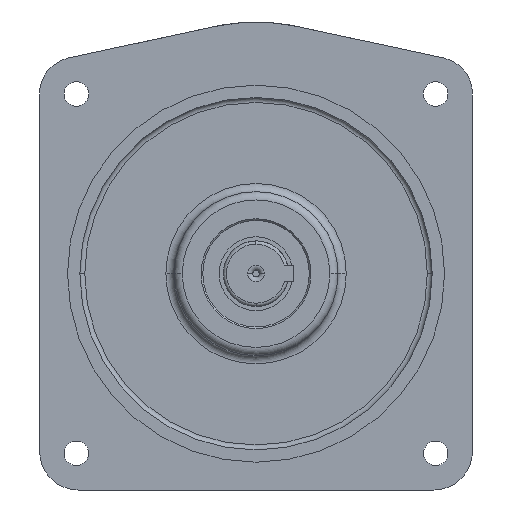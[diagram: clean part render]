
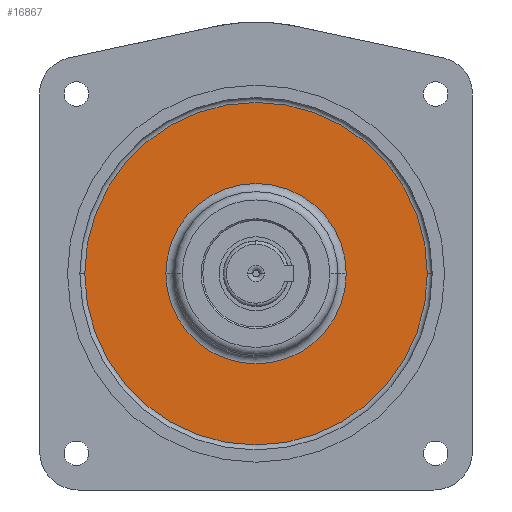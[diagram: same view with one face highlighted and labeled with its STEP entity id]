
A CAD part, left-side view. The second image highlights one B-rep face of the part: STEP entity #16867.
In plain terms, the highlighted planar face has unit normal (-1, 0, 0).
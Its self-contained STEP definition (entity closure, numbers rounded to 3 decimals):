
#564 = AXIS2_PLACEMENT_3D ( 'NONE', #16476, #2007, #1796 ) ;
#757 = CARTESIAN_POINT ( 'NONE',  ( 0., 0., -36.04 ) ) ;
#1796 = DIRECTION ( 'NONE',  ( 0., 1., 0. ) ) ;
#2007 = DIRECTION ( 'NONE',  ( -1., 0., 0. ) ) ;
#2307 = CARTESIAN_POINT ( 'NONE',  ( 0., 0., 0. ) ) ;
#5702 = AXIS2_PLACEMENT_3D ( 'NONE', #6082, #29629, #9584 ) ;
#6082 = CARTESIAN_POINT ( 'NONE',  ( 0., 0., -36.04 ) ) ;
#6321 = AXIS2_PLACEMENT_3D ( 'NONE', #33147, #12126, #12328 ) ;
#7534 = CIRCLE ( 'NONE', #6321, 55. ) ;
#9070 = PLANE ( 'NONE',  #23445 ) ;
#9584 = DIRECTION ( 'NONE',  ( 0., -1., 0. ) ) ;
#10124 = VERTEX_POINT ( 'NONE', #22395 ) ;
#12126 = DIRECTION ( 'NONE',  ( -1., 0., 0. ) ) ;
#12328 = DIRECTION ( 'NONE',  ( 0., -1., 0. ) ) ;
#12381 = AXIS2_PLACEMENT_3D ( 'NONE', #757, #30253, #27534 ) ;
#13330 = VERTEX_POINT ( 'NONE', #14558 ) ;
#13760 = CIRCLE ( 'NONE', #5702, 104.5 ) ;
#14424 = ORIENTED_EDGE ( 'NONE', *, *, #18409, .F. ) ;
#14558 = CARTESIAN_POINT ( 'NONE',  ( 0., 104.5, -36.04 ) ) ;
#16476 = CARTESIAN_POINT ( 'NONE',  ( 0., 0., -36.04 ) ) ;
#16867 = ADVANCED_FACE ( 'NONE', ( #17391, #35115 ), #9070, .F. ) ;
#16967 = CARTESIAN_POINT ( 'NONE',  ( 0., 55., -36.04 ) ) ;
#17081 = ORIENTED_EDGE ( 'NONE', *, *, #32134, .F. ) ;
#17101 = VERTEX_POINT ( 'NONE', #22951 ) ;
#17391 = FACE_BOUND ( 'NONE', #21786, .T. ) ;
#18409 = EDGE_CURVE ( 'NONE', #17101, #19798, #7534, .T. ) ;
#18861 = EDGE_CURVE ( 'NONE', #10124, #13330, #13760, .T. ) ;
#19798 = VERTEX_POINT ( 'NONE', #16967 ) ;
#21786 = EDGE_LOOP ( 'NONE', ( #17081, #14424 ) ) ;
#22395 = CARTESIAN_POINT ( 'NONE',  ( 0., -104.5, -36.04 ) ) ;
#22951 = CARTESIAN_POINT ( 'NONE',  ( 0., -55., -36.04 ) ) ;
#23352 = DIRECTION ( 'NONE',  ( 1., 0., 0. ) ) ;
#23445 = AXIS2_PLACEMENT_3D ( 'NONE', #2307, #23352, #26245 ) ;
#23481 = ORIENTED_EDGE ( 'NONE', *, *, #18861, .F. ) ;
#26245 = DIRECTION ( 'NONE',  ( 0., 1., 0. ) ) ;
#27534 = DIRECTION ( 'NONE',  ( 0., 1., 0. ) ) ;
#28973 = CIRCLE ( 'NONE', #12381, 104.5 ) ;
#29629 = DIRECTION ( 'NONE',  ( 1., 0., 0. ) ) ;
#30253 = DIRECTION ( 'NONE',  ( 1., 0., 0. ) ) ;
#32134 = EDGE_CURVE ( 'NONE', #19798, #17101, #35036, .T. ) ;
#32690 = ORIENTED_EDGE ( 'NONE', *, *, #33103, .F. ) ;
#33103 = EDGE_CURVE ( 'NONE', #13330, #10124, #28973, .T. ) ;
#33147 = CARTESIAN_POINT ( 'NONE',  ( 0., 0., -36.04 ) ) ;
#35036 = CIRCLE ( 'NONE', #564, 55. ) ;
#35088 = EDGE_LOOP ( 'NONE', ( #23481, #32690 ) ) ;
#35115 = FACE_OUTER_BOUND ( 'NONE', #35088, .T. ) ;
